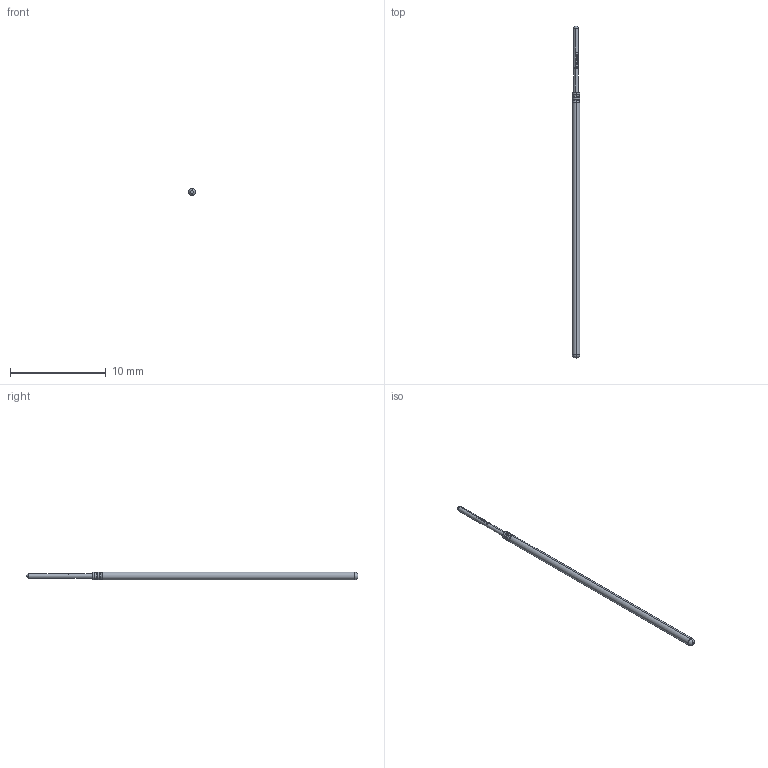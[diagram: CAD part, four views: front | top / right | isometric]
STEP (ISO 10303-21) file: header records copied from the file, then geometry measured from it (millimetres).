
FILE_DESCRIPTION (( 'STEP AP203' ), '1' );
FILE_NAME ('INGUN_GKS-550_305_050_A_xx00.STEP', '2021-12-20T10:30:04', ( 'ochi' ), ( '' ), 'SwSTEP 2.0', 'SolidWorks 2018', '' );
FILE_SCHEMA (( 'CONFIG_CONTROL_DESIGN' ));
Length unit declared in the file: millimetre
Products named in the file (1): INGUN_GKS-550_305_050_A_xx00
Bounding box: 0.78 x 34.6 x 0.78 mm (x, y, z)
Volume: 14.5 mm3; surface area: 79.1 mm2
Topology: 1 solids, 1 shells, 84 faces, 229 edges, 147 vertices
Faces by surface type: bspline 47, cylinder 18, torus 10, plane 7, sphere 2
Entity records: 3762 total; most frequent: CARTESIAN_POINT 2030, ORIENTED_EDGE 454, EDGE_CURVE 227, B_SPLINE_CURVE_WITH_KNOTS 174, DIRECTION 165, VERTEX_POINT 147, EDGE_LOOP 86, ADVANCED_FACE 84
